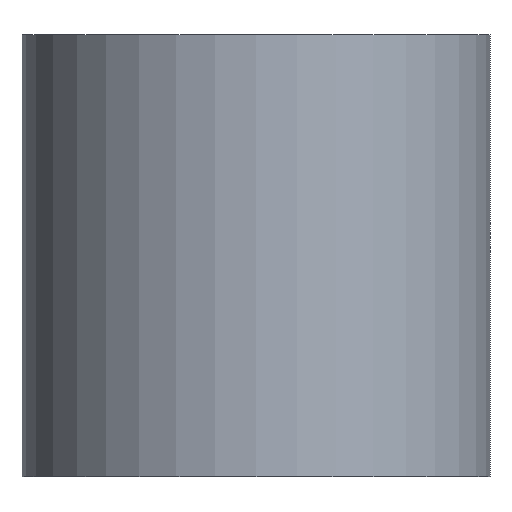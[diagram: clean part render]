
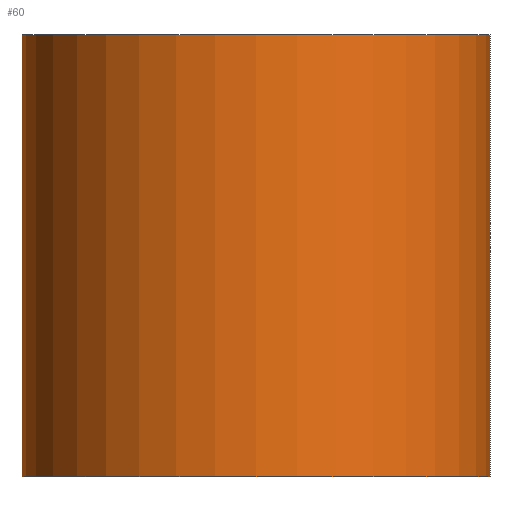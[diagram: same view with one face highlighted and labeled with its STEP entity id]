
A CAD part, left-side view. The second image highlights one B-rep face of the part: STEP entity #60.
In plain terms, the highlighted cylindrical face has radius 9 mm (diameter 18 mm), a partial arc.
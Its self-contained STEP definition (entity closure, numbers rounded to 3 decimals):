
#36 = CARTESIAN_POINT ( 'NONE',  ( 0., 9., -8.5 ) ) ;
#37 = CARTESIAN_POINT ( 'NONE',  ( 0., -9., -8.5 ) ) ;
#57 = EDGE_CURVE ( 'NONE', #98, #97, #163, .T. ) ;
#60 = ADVANCED_FACE ( 'NONE', ( #164 ), #156, .T. ) ;
#61 = EDGE_LOOP ( 'NONE', ( #62, #63, #175, #127 ) ) ;
#62 = ORIENTED_EDGE ( 'NONE', *, *, #138, .F. ) ;
#63 = ORIENTED_EDGE ( 'NONE', *, *, #57, .T. ) ;
#69 = VERTEX_POINT ( 'NONE', #157 ) ;
#71 = EDGE_CURVE ( 'NONE', #97, #69, #152, .T. ) ;
#97 = VERTEX_POINT ( 'NONE', #37 ) ;
#98 = VERTEX_POINT ( 'NONE', #36 ) ;
#127 = ORIENTED_EDGE ( 'NONE', *, *, #128, .F. ) ;
#128 = EDGE_CURVE ( 'NONE', #139, #69, #249, .T. ) ;
#138 = EDGE_CURVE ( 'NONE', #98, #139, #251, .T. ) ;
#139 = VERTEX_POINT ( 'NONE', #242 ) ;
#149 = DIRECTION ( 'NONE',  ( 0., 0., 1. ) ) ;
#150 = VECTOR ( 'NONE', #149, 1000. ) ;
#151 = CARTESIAN_POINT ( 'NONE',  ( 0., -9., 0. ) ) ;
#152 = LINE ( 'NONE', #151, #150 ) ;
#153 = DIRECTION ( 'NONE',  ( 0., -1., 0. ) ) ;
#154 = DIRECTION ( 'NONE',  ( 0., 0., 1. ) ) ;
#155 = AXIS2_PLACEMENT_3D ( 'NONE', #158, #154, #153 ) ;
#156 = CYLINDRICAL_SURFACE ( 'NONE', #155, 9. ) ;
#157 = CARTESIAN_POINT ( 'NONE',  ( 0., -9., 8.5 ) ) ;
#158 = CARTESIAN_POINT ( 'NONE',  ( 0., 0., 0. ) ) ;
#159 = DIRECTION ( 'NONE',  ( 0., -1., 0. ) ) ;
#160 = DIRECTION ( 'NONE',  ( 0., 0., 1. ) ) ;
#161 = CARTESIAN_POINT ( 'NONE',  ( 0., 0., -8.5 ) ) ;
#162 = AXIS2_PLACEMENT_3D ( 'NONE', #161, #160, #159 ) ;
#163 = CIRCLE ( 'NONE', #162, 9. ) ;
#164 = FACE_OUTER_BOUND ( 'NONE', #61, .T. ) ;
#175 = ORIENTED_EDGE ( 'NONE', *, *, #71, .T. ) ;
#242 = CARTESIAN_POINT ( 'NONE',  ( 0., 9., 8.5 ) ) ;
#243 = DIRECTION ( 'NONE',  ( 0., 0., 1. ) ) ;
#244 = VECTOR ( 'NONE', #243, 1000. ) ;
#245 = CARTESIAN_POINT ( 'NONE',  ( 0., 9., 0. ) ) ;
#248 = CARTESIAN_POINT ( 'NONE',  ( 0., 0., 8.5 ) ) ;
#249 = CIRCLE ( 'NONE', #279, 9. ) ;
#251 = LINE ( 'NONE', #245, #244 ) ;
#260 = DIRECTION ( 'NONE',  ( 0., -1., 0. ) ) ;
#278 = DIRECTION ( 'NONE',  ( 0., 0., 1. ) ) ;
#279 = AXIS2_PLACEMENT_3D ( 'NONE', #248, #278, #260 ) ;
